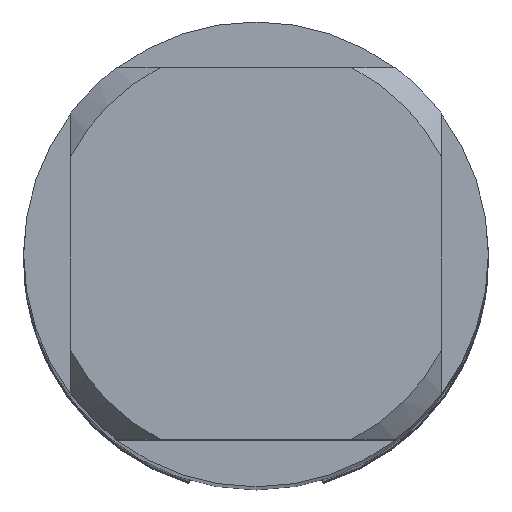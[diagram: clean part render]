
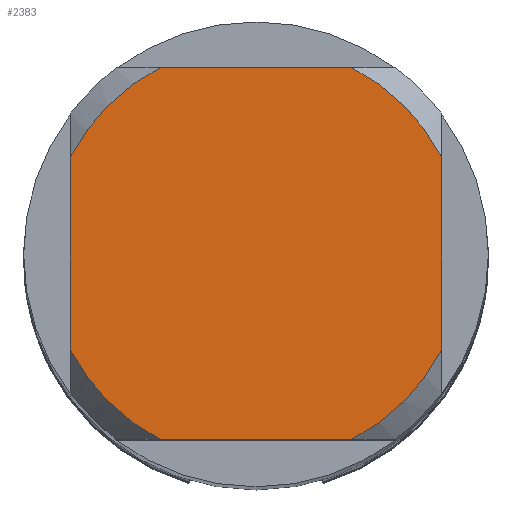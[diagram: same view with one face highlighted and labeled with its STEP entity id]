
A CAD part, top view. The second image highlights one B-rep face of the part: STEP entity #2383.
In plain terms, the highlighted planar face has unit normal (0, 0, 1).
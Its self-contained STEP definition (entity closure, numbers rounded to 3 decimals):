
#2281=EDGE_CURVE('',#5495,#3537,#6378,.T.);
#2383=ADVANCED_FACE('',(#6488),#6489,.T.);
#2391=VERTEX_POINT('',#6497);
#2861=EDGE_CURVE('',#4631,#3501,#7016,.T.);
#2987=EDGE_CURVE('',#2391,#3501,#7154,.T.);
#3501=VERTEX_POINT('',#7711);
#3537=VERTEX_POINT('',#7752);
#4217=VERTEX_POINT('',#8481);
#4335=VERTEX_POINT('',#8612);
#4631=VERTEX_POINT('',#8934);
#4669=EDGE_CURVE('',#5041,#4335,#8975,.T.);
#4955=EDGE_CURVE('',#5041,#4217,#9282,.T.);
#5041=VERTEX_POINT('',#9381);
#5459=EDGE_CURVE('',#4631,#4335,#9844,.T.);
#5495=VERTEX_POINT('',#9883);
#5649=EDGE_CURVE('',#5495,#4217,#10047,.T.);
#5991=EDGE_CURVE('',#2391,#3537,#10419,.T.);
#6378=CIRCLE('',#10982,4.5);
#6488=FACE_OUTER_BOUND('',#11166,.T.);
#6489=PLANE('',#11167);
#6497=CARTESIAN_POINT('',(-2.062,-4.0,0.0));
#7016=LINE('',#12107,#12108);
#7154=CIRCLE('',#12325,4.5);
#7711=CARTESIAN_POINT('',(-4.0,-2.062,0.0));
#7752=CARTESIAN_POINT('',(2.062,-4.0,0.0));
#8481=CARTESIAN_POINT('',(4.0,2.062,0.0));
#8612=CARTESIAN_POINT('',(-2.062,4.0,0.0));
#8934=CARTESIAN_POINT('',(-4.0,2.062,0.0));
#8975=LINE('',#15548,#15549);
#9282=CIRCLE('',#16136,4.5);
#9381=CARTESIAN_POINT('',(2.062,4.0,0.0));
#9844=CIRCLE('',#17099,4.5);
#9883=CARTESIAN_POINT('',(4.0,-2.062,0.0));
#10047=LINE('',#17490,#17491);
#10419=LINE('',#18144,#18145);
#10982=AXIS2_PLACEMENT_3D('',#18648,#18649,#18650);
#11166=EDGE_LOOP('',(#18763,#18764,#18765,#18766,#18767,#18768,#18769,#18770));
#11167=AXIS2_PLACEMENT_3D('',#18771,#18772,#18773);
#12107=CARTESIAN_POINT('',(-4.0,1.125,0.0));
#12108=VECTOR('',#19348,1.0);
#12325=AXIS2_PLACEMENT_3D('',#19488,#19489,#19490);
#15548=CARTESIAN_POINT('',(0.0,4.0,0.0));
#15549=VECTOR('',#21459,1.0);
#16136=AXIS2_PLACEMENT_3D('',#21889,#21890,#21891);
#17099=AXIS2_PLACEMENT_3D('',#22537,#22538,#22539);
#17490=CARTESIAN_POINT('',(4.0,1.125,0.0));
#17491=VECTOR('',#22734,1.0);
#18144=CARTESIAN_POINT('',(0.0,-4.0,0.0));
#18145=VECTOR('',#23262,1.0);
#18648=CARTESIAN_POINT('',(0.0,0.0,0.0));
#18649=DIRECTION('',(0.0,0.0,-1.0));
#18650=DIRECTION('',(0.0,1.0,0.0));
#18763=ORIENTED_EDGE('',*,*,#2861,.T.);
#18764=ORIENTED_EDGE('',*,*,#2987,.F.);
#18765=ORIENTED_EDGE('',*,*,#5991,.T.);
#18766=ORIENTED_EDGE('',*,*,#2281,.F.);
#18767=ORIENTED_EDGE('',*,*,#5649,.T.);
#18768=ORIENTED_EDGE('',*,*,#4955,.F.);
#18769=ORIENTED_EDGE('',*,*,#4669,.T.);
#18770=ORIENTED_EDGE('',*,*,#5459,.F.);
#18771=CARTESIAN_POINT('',(0.0,2.25,0.0));
#18772=DIRECTION('',(-0.0,0.0,1.0));
#18773=DIRECTION('',(0.0,-1.0,0.0));
#19348=DIRECTION('',(-0.0,-1.0,0.0));
#19488=CARTESIAN_POINT('',(0.0,0.0,0.0));
#19489=DIRECTION('',(0.0,0.0,-1.0));
#19490=DIRECTION('',(0.0,1.0,0.0));
#21459=DIRECTION('',(-1.0,0.0,0.0));
#21889=CARTESIAN_POINT('',(0.0,0.0,0.0));
#21890=DIRECTION('',(0.0,0.0,-1.0));
#21891=DIRECTION('',(0.0,1.0,0.0));
#22537=CARTESIAN_POINT('',(0.0,0.0,0.0));
#22538=DIRECTION('',(0.0,0.0,-1.0));
#22539=DIRECTION('',(0.0,1.0,0.0));
#22734=DIRECTION('',(-0.0,1.0,0.0));
#23262=DIRECTION('',(1.0,0.0,0.0));
